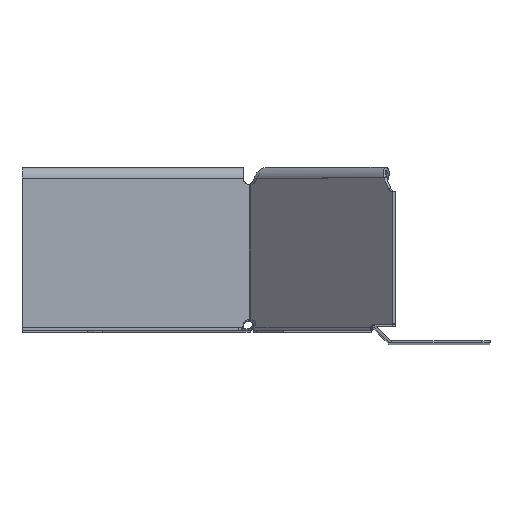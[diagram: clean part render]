
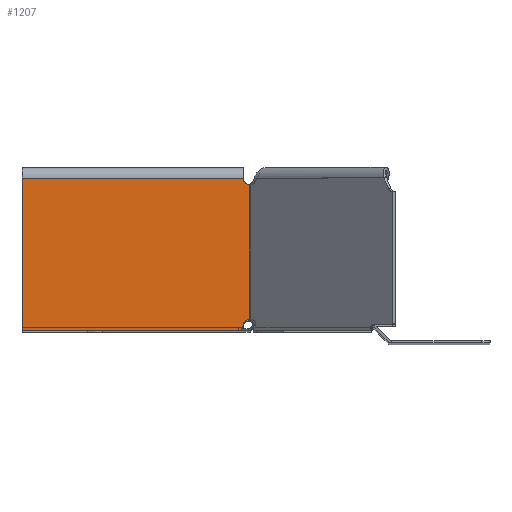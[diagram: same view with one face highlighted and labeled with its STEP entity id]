
A CAD part, top view. The second image highlights one B-rep face of the part: STEP entity #1207.
In plain terms, the highlighted face is planar.
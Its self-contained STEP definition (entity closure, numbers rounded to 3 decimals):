
#135 = VERTEX_POINT ( 'NONE', #5125 ) ;
#190 = CIRCLE ( 'NONE', #921, 2.25 ) ;
#319 = DIRECTION ( 'NONE',  ( 0., -1., 0. ) ) ;
#384 = CARTESIAN_POINT ( 'NONE',  ( -206.54, 0., -6.75 ) ) ;
#418 = CARTESIAN_POINT ( 'NONE',  ( -79.35, 1.75, -6.75 ) ) ;
#495 = EDGE_CURVE ( 'NONE', #5144, #4611, #3357, .T. ) ;
#559 = ORIENTED_EDGE ( 'NONE', *, *, #1176, .T. ) ;
#582 = AXIS2_PLACEMENT_3D ( 'NONE', #418, #2588, #901 ) ;
#622 = ORIENTED_EDGE ( 'NONE', *, *, #1390, .F. ) ;
#750 = VERTEX_POINT ( 'NONE', #3263 ) ;
#827 = VERTEX_POINT ( 'NONE', #4708 ) ;
#901 = DIRECTION ( 'NONE',  ( 0., 1., 0. ) ) ;
#919 = EDGE_CURVE ( 'NONE', #135, #2748, #5743, .T. ) ;
#921 = AXIS2_PLACEMENT_3D ( 'NONE', #2790, #4686, #3238 ) ;
#1176 = EDGE_CURVE ( 'NONE', #4611, #2748, #2580, .T. ) ;
#1189 = ORIENTED_EDGE ( 'NONE', *, *, #3472, .T. ) ;
#1207 = ADVANCED_FACE ( 'NONE', ( #5191 ), #5664, .F. ) ;
#1210 = CARTESIAN_POINT ( 'NONE',  ( -79.187, 4., -6.75 ) ) ;
#1216 = CARTESIAN_POINT ( 'NONE',  ( 0., 1.75, -6.75 ) ) ;
#1256 = DIRECTION ( 'NONE',  ( 0., 0., 1. ) ) ;
#1291 = CARTESIAN_POINT ( 'NONE',  ( -77.1, 53.25, -6.75 ) ) ;
#1316 = CARTESIAN_POINT ( 'NONE',  ( -76.443, 0.306, -6.75 ) ) ;
#1349 = DIRECTION ( 'NONE',  ( 0., 1., 0. ) ) ;
#1390 = EDGE_CURVE ( 'NONE', #5561, #5318, #190, .T. ) ;
#1474 = CARTESIAN_POINT ( 'NONE',  ( -79.187, 0., -6.75 ) ) ;
#1610 = CARTESIAN_POINT ( 'NONE',  ( -79.118, 4., -6.75 ) ) ;
#1612 = VECTOR ( 'NONE', #3818, 1000. ) ;
#1805 = B_SPLINE_CURVE_WITH_KNOTS ( 'NONE', 3,
 ( #4061, #4418, #3065, #5812 ),
 .UNSPECIFIED., .F., .F.,
 ( 4, 4 ),
 ( 0.002, 0.002 ),
 .UNSPECIFIED. ) ;
#1806 = EDGE_CURVE ( 'NONE', #827, #2161, #3489, .T. ) ;
#1937 = CARTESIAN_POINT ( 'NONE',  ( 0., 0., -6.75 ) ) ;
#1944 = DIRECTION ( 'NONE',  ( 0., -1., 0. ) ) ;
#1952 = CARTESIAN_POINT ( 'NONE',  ( 0., 53.25, -6.75 ) ) ;
#1994 = EDGE_CURVE ( 'NONE', #5144, #3887, #5347, .T. ) ;
#2161 = VERTEX_POINT ( 'NONE', #3817 ) ;
#2202 = EDGE_CURVE ( 'NONE', #827, #135, #5273, .T. ) ;
#2223 = VECTOR ( 'NONE', #2554, 1000. ) ;
#2449 = CARTESIAN_POINT ( 'NONE',  ( -206.54, 53.25, -6.75 ) ) ;
#2554 = DIRECTION ( 'NONE',  ( -1., 0., 0. ) ) ;
#2580 = LINE ( 'NONE', #384, #2223 ) ;
#2588 = DIRECTION ( 'NONE',  ( 0., 0., -1. ) ) ;
#2595 = CARTESIAN_POINT ( 'NONE',  ( -76.95, 1.47, -6.75 ) ) ;
#2748 = VERTEX_POINT ( 'NONE', #3502 ) ;
#2790 = CARTESIAN_POINT ( 'NONE',  ( -79.35, 53.25, -6.75 ) ) ;
#2887 = AXIS2_PLACEMENT_3D ( 'NONE', #3453, #1256, #5757 ) ;
#2935 = CARTESIAN_POINT ( 'NONE',  ( -78.98, 3.969, -6.75 ) ) ;
#3065 = CARTESIAN_POINT ( 'NONE',  ( -79.118, 51., -6.75 ) ) ;
#3238 = DIRECTION ( 'NONE',  ( 0., 1., 0. ) ) ;
#3263 = CARTESIAN_POINT ( 'NONE',  ( -79.187, 51., -6.75 ) ) ;
#3357 = LINE ( 'NONE', #1216, #4283 ) ;
#3453 = CARTESIAN_POINT ( 'NONE',  ( -206.54, 0., -6.75 ) ) ;
#3472 = EDGE_CURVE ( 'NONE', #5561, #3887, #4155, .T. ) ;
#3489 = B_SPLINE_CURVE_WITH_KNOTS ( 'NONE', 3,
 ( #2935, #4740, #1610, #1210 ),
 .UNSPECIFIED., .F., .F.,
 ( 4, 4 ),
 ( 0.002, 0.002 ),
 .UNSPECIFIED. ) ;
#3502 = CARTESIAN_POINT ( 'NONE',  ( -76.361, 0., -6.75 ) ) ;
#3588 = CARTESIAN_POINT ( 'NONE',  ( -76.8, 1.19, -6.75 ) ) ;
#3613 = CARTESIAN_POINT ( 'NONE',  ( -76.547, 0.607, -6.75 ) ) ;
#3694 = ORIENTED_EDGE ( 'NONE', *, *, #1806, .T. ) ;
#3772 = VECTOR ( 'NONE', #1349, 1000. ) ;
#3817 = CARTESIAN_POINT ( 'NONE',  ( -79.187, 4., -6.75 ) ) ;
#3818 = DIRECTION ( 'NONE',  ( 1., 0., 0. ) ) ;
#3887 = VERTEX_POINT ( 'NONE', #1952 ) ;
#4061 = CARTESIAN_POINT ( 'NONE',  ( -78.98, 51.031, -6.75 ) ) ;
#4083 = ORIENTED_EDGE ( 'NONE', *, *, #1994, .F. ) ;
#4140 = EDGE_CURVE ( 'NONE', #5318, #750, #1805, .T. ) ;
#4155 = LINE ( 'NONE', #2449, #1612 ) ;
#4283 = VECTOR ( 'NONE', #319, 1000. ) ;
#4291 = EDGE_CURVE ( 'NONE', #750, #2161, #5107, .T. ) ;
#4309 = ORIENTED_EDGE ( 'NONE', *, *, #4140, .F. ) ;
#4312 = ORIENTED_EDGE ( 'NONE', *, *, #919, .F. ) ;
#4418 = CARTESIAN_POINT ( 'NONE',  ( -79.049, 51.015, -6.75 ) ) ;
#4611 = VERTEX_POINT ( 'NONE', #1937 ) ;
#4686 = DIRECTION ( 'NONE',  ( 0., 0., -1. ) ) ;
#4708 = CARTESIAN_POINT ( 'NONE',  ( -78.98, 3.969, -6.75 ) ) ;
#4719 = CARTESIAN_POINT ( 'NONE',  ( 0., 1.75, -6.75 ) ) ;
#4740 = CARTESIAN_POINT ( 'NONE',  ( -79.049, 3.985, -6.75 ) ) ;
#4913 = CARTESIAN_POINT ( 'NONE',  ( 0., 0., -6.75 ) ) ;
#4939 = CARTESIAN_POINT ( 'NONE',  ( -76.361, 0., -6.75 ) ) ;
#4968 = ORIENTED_EDGE ( 'NONE', *, *, #4291, .F. ) ;
#5107 = LINE ( 'NONE', #1474, #5412 ) ;
#5125 = CARTESIAN_POINT ( 'NONE',  ( -77.1, 1.75, -6.75 ) ) ;
#5144 = VERTEX_POINT ( 'NONE', #4719 ) ;
#5191 = FACE_OUTER_BOUND ( 'NONE', #5733, .T. ) ;
#5273 = CIRCLE ( 'NONE', #582, 2.25 ) ;
#5318 = VERTEX_POINT ( 'NONE', #5618 ) ;
#5347 = LINE ( 'NONE', #4913, #3772 ) ;
#5412 = VECTOR ( 'NONE', #1944, 1000. ) ;
#5467 = ORIENTED_EDGE ( 'NONE', *, *, #495, .T. ) ;
#5485 = ORIENTED_EDGE ( 'NONE', *, *, #2202, .F. ) ;
#5561 = VERTEX_POINT ( 'NONE', #1291 ) ;
#5618 = CARTESIAN_POINT ( 'NONE',  ( -78.98, 51.031, -6.75 ) ) ;
#5664 = PLANE ( 'NONE',  #2887 ) ;
#5733 = EDGE_LOOP ( 'NONE', ( #5485, #3694, #4968, #4309, #622, #1189, #4083, #5467, #559, #4312 ) ) ;
#5738 = CARTESIAN_POINT ( 'NONE',  ( -77.1, 1.75, -6.75 ) ) ;
#5743 = B_SPLINE_CURVE_WITH_KNOTS ( 'NONE', 3,
 ( #5738, #2595, #3588, #3613, #1316, #4939 ),
 .UNSPECIFIED., .F., .F.,
 ( 4, 2, 4 ),
 ( 0.005, 0.006, 0.006 ),
 .UNSPECIFIED. ) ;
#5757 = DIRECTION ( 'NONE',  ( 0., 1., 0. ) ) ;
#5812 = CARTESIAN_POINT ( 'NONE',  ( -79.187, 51., -6.75 ) ) ;
